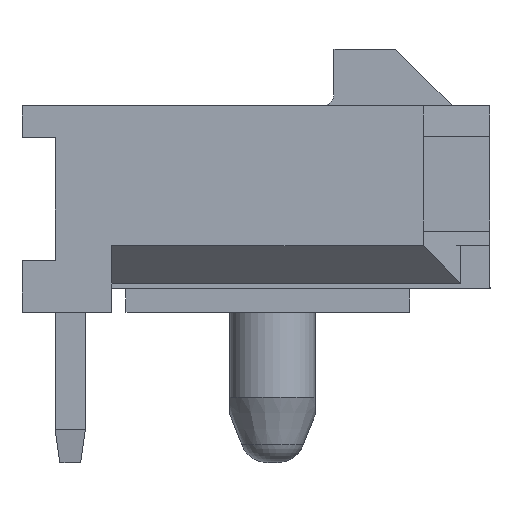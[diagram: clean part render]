
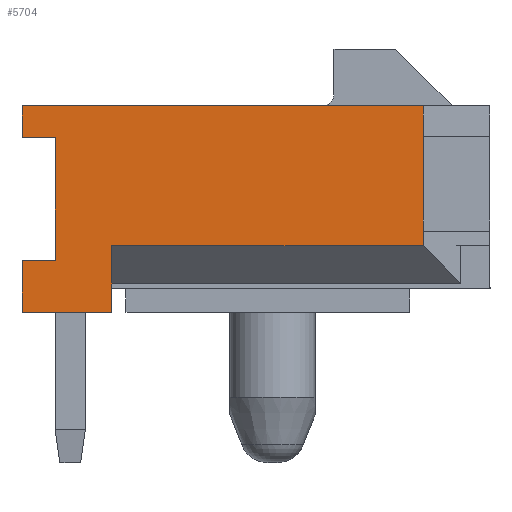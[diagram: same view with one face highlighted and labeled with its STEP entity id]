
A CAD part, left-side view. The second image highlights one B-rep face of the part: STEP entity #5704.
In plain terms, the highlighted planar face has unit normal (-1, 0, 0).
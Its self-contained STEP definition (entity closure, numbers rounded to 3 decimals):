
#777=ORIENTED_EDGE('',*,*,#2310,.T.);
#778=ORIENTED_EDGE('',*,*,#2311,.T.);
#779=ORIENTED_EDGE('',*,*,#2303,.T.);
#780=ORIENTED_EDGE('',*,*,#2312,.T.);
#781=ORIENTED_EDGE('',*,*,#2313,.F.);
#782=ORIENTED_EDGE('',*,*,#2314,.T.);
#783=ORIENTED_EDGE('',*,*,#2315,.F.);
#784=ORIENTED_EDGE('',*,*,#2316,.F.);
#785=ORIENTED_EDGE('',*,*,#2317,.F.);
#786=ORIENTED_EDGE('',*,*,#1914,.T.);
#787=ORIENTED_EDGE('',*,*,#2309,.T.);
#788=ORIENTED_EDGE('',*,*,#2318,.T.);
#1914=EDGE_CURVE('',#2723,#2722,#3258,.T.);
#2303=EDGE_CURVE('',#3023,#3024,#3647,.T.);
#2309=EDGE_CURVE('',#2722,#3028,#3653,.T.);
#2310=EDGE_CURVE('',#3029,#3030,#3654,.T.);
#2311=EDGE_CURVE('',#3030,#3023,#3655,.T.);
#2312=EDGE_CURVE('',#3024,#3031,#3656,.T.);
#2313=EDGE_CURVE('',#3032,#3031,#3657,.T.);
#2314=EDGE_CURVE('',#3032,#3033,#3658,.T.);
#2315=EDGE_CURVE('',#3034,#3033,#3659,.T.);
#2316=EDGE_CURVE('',#3035,#3034,#3660,.T.);
#2317=EDGE_CURVE('',#2723,#3035,#3661,.T.);
#2318=EDGE_CURVE('',#3028,#3029,#3662,.T.);
#2722=VERTEX_POINT('',#8059);
#2723=VERTEX_POINT('',#8061);
#3023=VERTEX_POINT('',#8818);
#3024=VERTEX_POINT('',#8819);
#3028=VERTEX_POINT('',#8829);
#3029=VERTEX_POINT('',#8833);
#3030=VERTEX_POINT('',#8834);
#3031=VERTEX_POINT('',#8837);
#3032=VERTEX_POINT('',#8839);
#3033=VERTEX_POINT('',#8841);
#3034=VERTEX_POINT('',#8843);
#3035=VERTEX_POINT('',#8845);
#3258=LINE('',#8060,#4059);
#3647=LINE('',#8817,#4448);
#3653=LINE('',#8830,#4454);
#3654=LINE('',#8832,#4455);
#3655=LINE('',#8835,#4456);
#3656=LINE('',#8836,#4457);
#3657=LINE('',#8838,#4458);
#3658=LINE('',#8840,#4459);
#3659=LINE('',#8842,#4460);
#3660=LINE('',#8844,#4461);
#3661=LINE('',#8846,#4462);
#3662=LINE('',#8847,#4463);
#4059=VECTOR('',#6486,1000.);
#4448=VECTOR('',#7011,1000.);
#4454=VECTOR('',#7019,1000.);
#4455=VECTOR('',#7022,1000.);
#4456=VECTOR('',#7023,1000.);
#4457=VECTOR('',#7024,1000.);
#4458=VECTOR('',#7025,1000.);
#4459=VECTOR('',#7026,1000.);
#4460=VECTOR('',#7027,1000.);
#4461=VECTOR('',#7028,1000.);
#4462=VECTOR('',#7029,1000.);
#4463=VECTOR('',#7030,1000.);
#4820=EDGE_LOOP('',(#777,#778,#779,#780,#781,#782,#783,#784,#785,#786,#787,
#788));
#5129=FACE_BOUND('',#4820,.T.);
#5419=PLANE('',#6036);
#5704=ADVANCED_FACE('',(#5129),#5419,.T.);
#6036=AXIS2_PLACEMENT_3D('',#8831,#7020,#7021);
#6486=DIRECTION('',(0.,1.,0.));
#7011=DIRECTION('',(0.,0.,-1.));
#7019=DIRECTION('',(0.,0.,-1.));
#7020=DIRECTION('',(-1.,0.,0.));
#7021=DIRECTION('',(0.,0.,1.));
#7022=DIRECTION('',(0.,0.,-1.));
#7023=DIRECTION('',(0.,1.,0.));
#7024=DIRECTION('',(0.,-1.,0.));
#7025=DIRECTION('',(0.,0.,-1.));
#7026=DIRECTION('',(0.,-1.,0.));
#7027=DIRECTION('',(0.,0.,-1.));
#7028=DIRECTION('',(0.,0.,-1.));
#7029=DIRECTION('',(0.,0.,-1.));
#7030=DIRECTION('',(0.,-1.,0.));
#8059=CARTESIAN_POINT('',(-12.325,4.95,2.185));
#8060=CARTESIAN_POINT('',(-12.325,-4.95,2.185));
#8061=CARTESIAN_POINT('',(-12.325,-3.536,2.185));
#8817=CARTESIAN_POINT('',(-12.325,4.95,2.185));
#8818=CARTESIAN_POINT('',(-12.325,4.95,-1.085));
#8819=CARTESIAN_POINT('',(-12.325,4.95,-2.185));
#8829=CARTESIAN_POINT('',(-12.325,4.95,1.515));
#8830=CARTESIAN_POINT('',(-12.325,4.95,2.185));
#8831=CARTESIAN_POINT('',(-12.325,0.,0.));
#8832=CARTESIAN_POINT('',(-12.325,4.25,0.));
#8833=CARTESIAN_POINT('',(-12.325,4.25,1.515));
#8834=CARTESIAN_POINT('',(-12.325,4.25,-1.085));
#8835=CARTESIAN_POINT('',(-12.325,0.,-1.085));
#8836=CARTESIAN_POINT('',(-12.325,4.95,-2.185));
#8837=CARTESIAN_POINT('',(-12.325,3.05,-2.185));
#8838=CARTESIAN_POINT('',(-12.325,3.05,-2.185));
#8839=CARTESIAN_POINT('',(-12.325,3.05,-0.771));
#8840=CARTESIAN_POINT('',(-12.325,3.05,-0.771));
#8841=CARTESIAN_POINT('',(-12.325,-3.536,-0.771));
#8842=CARTESIAN_POINT('',(-12.325,-3.536,0.));
#8843=CARTESIAN_POINT('',(-12.325,-3.536,-0.465));
#8844=CARTESIAN_POINT('',(-12.325,-3.536,1.535));
#8845=CARTESIAN_POINT('',(-12.325,-3.536,1.535));
#8846=CARTESIAN_POINT('',(-12.325,-3.536,0.));
#8847=CARTESIAN_POINT('',(-12.325,0.,1.515));
